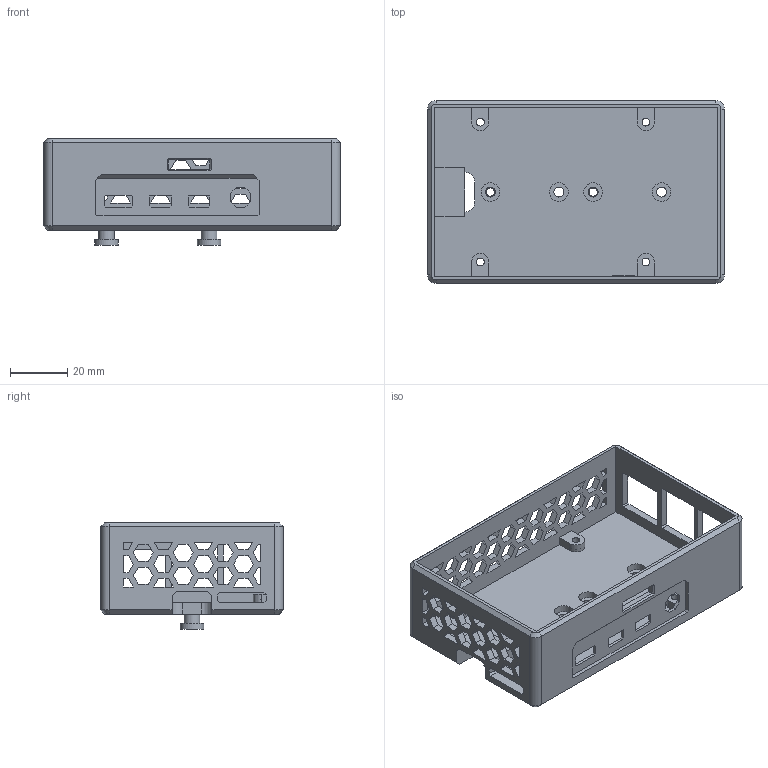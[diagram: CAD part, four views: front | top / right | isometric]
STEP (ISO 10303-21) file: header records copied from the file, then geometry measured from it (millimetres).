
FILE_DESCRIPTION(/* description */ (''),/* implementation_level */ '2;1');
FILE_NAME(/* name */ 'Hyperpixel-pi4-case.step',/* time_stamp */ '2020-11-12T07:43:33-05:00',/* author */ (''),/* organization */ (''),/* preprocessor_version */ 'ST-DEVELOPER v18.1',/* originating_system */ 'Autodesk Translation Framework v9.3.0.1241',/* authorisation */ '');
FILE_SCHEMA (('AUTOMOTIVE_DESIGN { 1 0 10303 214 3 1 1 }'));
Length unit declared in the file: millimetre
Products named in the file (2): Hyperpixel-pi4-case; Screen_support_leg
Assembly tree (2 placements, depth 2):
  Hyperpixel-pi4-case
    Screen_support_leg  x2
Bounding box: 104 x 64 x 37.25 mm (x, y, z)
Volume: 40584.4 mm3; surface area: 32316.4 mm2
Topology: 3 solids, 3 shells, 468 faces, 1331 edges, 876 vertices
Faces by surface type: plane 428, cylinder 32, cone 8
Full cylindrical faces by diameter (mm): 2.75 x4, 2.9 x2, 3.5 x4, 5.2 x4, 5.5 x2, 6.5 x4, 8.25 x2
Entity records: 15145 total; most frequent: CARTESIAN_POINT 2658, ORIENTED_EDGE 2644, DIRECTION 2320, EDGE_CURVE 1322, LINE 1256, VECTOR 1256, VERTEX_POINT 870, EDGE_LOOP 616
